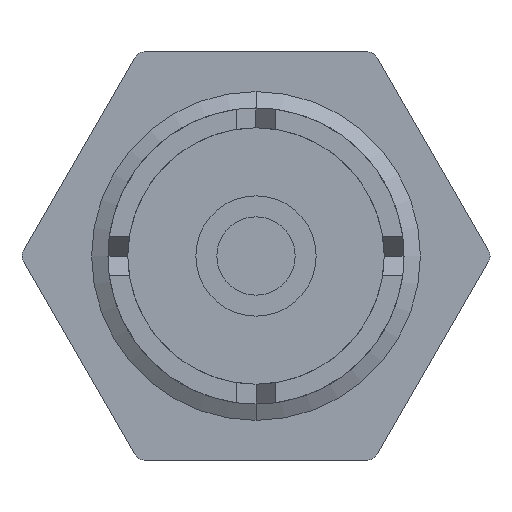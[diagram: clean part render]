
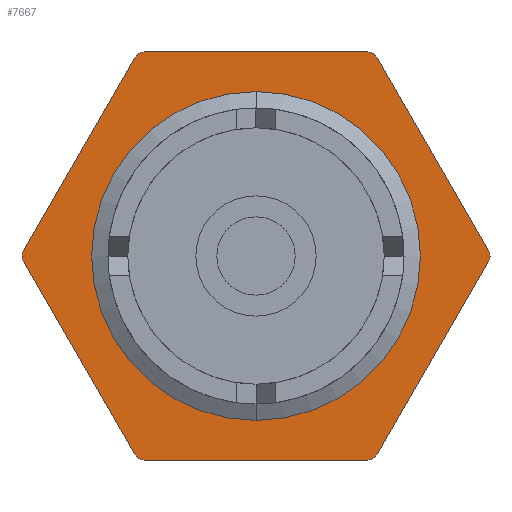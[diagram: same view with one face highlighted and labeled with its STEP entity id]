
A CAD part, front view. The second image highlights one B-rep face of the part: STEP entity #7667.
In plain terms, the highlighted planar face has unit normal (0, -1, 0).
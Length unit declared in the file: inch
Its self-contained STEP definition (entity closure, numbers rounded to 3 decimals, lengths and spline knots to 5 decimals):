
#4 = CARTESIAN_POINT ( 'NONE',  ( -0.20496, 0., 0.355 ) ) ;
#21 = VERTEX_POINT ( 'NONE', #7424 ) ;
#70 = ORIENTED_EDGE ( 'NONE', *, *, #8629, .T. ) ;
#95 = ORIENTED_EDGE ( 'NONE', *, *, #2341, .T. ) ;
#305 = AXIS2_PLACEMENT_3D ( 'NONE', #8247, #2585, #5339 ) ;
#342 = CARTESIAN_POINT ( 'NONE',  ( -0.43301, 0., 0. ) ) ;
#433 = CARTESIAN_POINT ( 'NONE',  ( 0.22228, 0., 0.365 ) ) ;
#443 = DIRECTION ( 'NONE',  ( 0., 0., -1. ) ) ;
#468 = EDGE_CURVE ( 'NONE', #21, #5361, #7397, .T. ) ;
#480 = VERTEX_POINT ( 'NONE', #5046 ) ;
#665 = DIRECTION ( 'NONE',  ( 1., 0., 0. ) ) ;
#734 = CARTESIAN_POINT ( 'NONE',  ( -0.22228, 0., 0.365 ) ) ;
#863 = CARTESIAN_POINT ( 'NONE',  ( 0.21651, 0., -0.375 ) ) ;
#1261 = PLANE ( 'NONE',  #5219 ) ;
#1309 = CIRCLE ( 'NONE', #2906, 0.02 ) ;
#1348 = FACE_BOUND ( 'NONE', #7668, .T. ) ;
#1405 = VERTEX_POINT ( 'NONE', #7297 ) ;
#1466 = DIRECTION ( 'NONE',  ( -0.5, 0., 0.866 ) ) ;
#1495 = EDGE_LOOP ( 'NONE', ( #5751, #6198, #6201, #6996, #5596, #95, #2788, #7879, #3571, #70, #4940, #4013 ) ) ;
#1523 = DIRECTION ( 'NONE',  ( 0., 0., 1. ) ) ;
#1573 = DIRECTION ( 'NONE',  ( -1., 0., 0. ) ) ;
#1893 = CARTESIAN_POINT ( 'NONE',  ( -0.64952, 0., 0.375 ) ) ;
#1936 = DIRECTION ( 'NONE',  ( 0., -1., 0. ) ) ;
#1942 = VERTEX_POINT ( 'NONE', #433 ) ;
#2065 = VERTEX_POINT ( 'NONE', #3586 ) ;
#2186 = LINE ( 'NONE', #4943, #5393 ) ;
#2198 = DIRECTION ( 'NONE',  ( 0., 0., -1. ) ) ;
#2258 = VECTOR ( 'NONE', #1573, 39.37008 ) ;
#2302 = AXIS2_PLACEMENT_3D ( 'NONE', #2971, #5782, #2198 ) ;
#2341 = EDGE_CURVE ( 'NONE', #3604, #6076, #4422, .T. ) ;
#2357 = ORIENTED_EDGE ( 'NONE', *, *, #7300, .T. ) ;
#2401 = AXIS2_PLACEMENT_3D ( 'NONE', #8249, #6031, #6073 ) ;
#2585 = DIRECTION ( 'NONE',  ( 0., 1., 0. ) ) ;
#2592 = DIRECTION ( 'NONE',  ( 0., -1., 0. ) ) ;
#2624 = DIRECTION ( 'NONE',  ( -0.5, 0., 0.866 ) ) ;
#2748 = CARTESIAN_POINT ( 'NONE',  ( -0.21651, 0., -0.375 ) ) ;
#2788 = ORIENTED_EDGE ( 'NONE', *, *, #6946, .F. ) ;
#2839 = VECTOR ( 'NONE', #665, 39.37008 ) ;
#2905 = DIRECTION ( 'NONE',  ( 0.5, 0., 0.866 ) ) ;
#2906 = AXIS2_PLACEMENT_3D ( 'NONE', #7172, #8016, #443 ) ;
#2971 = CARTESIAN_POINT ( 'NONE',  ( -0.20496, 0., -0.355 ) ) ;
#3096 = CIRCLE ( 'NONE', #4674, 0.02 ) ;
#3154 = CIRCLE ( 'NONE', #2302, 0.02 ) ;
#3183 = AXIS2_PLACEMENT_3D ( 'NONE', #6422, #4234, #1523 ) ;
#3209 = CIRCLE ( 'NONE', #8436, 0.02 ) ;
#3440 = CARTESIAN_POINT ( 'NONE',  ( 0.40992, 0., 0. ) ) ;
#3517 = CIRCLE ( 'NONE', #8157, 0.02 ) ;
#3521 = EDGE_CURVE ( 'NONE', #3749, #3721, #3096, .T. ) ;
#3571 = ORIENTED_EDGE ( 'NONE', *, *, #4829, .T. ) ;
#3586 = CARTESIAN_POINT ( 'NONE',  ( -0.22228, 0., -0.365 ) ) ;
#3604 = VERTEX_POINT ( 'NONE', #8212 ) ;
#3721 = VERTEX_POINT ( 'NONE', #734 ) ;
#3749 = VERTEX_POINT ( 'NONE', #6621 ) ;
#3863 = EDGE_CURVE ( 'NONE', #4111, #1942, #4057, .T. ) ;
#3892 = VERTEX_POINT ( 'NONE', #8919 ) ;
#3897 = CIRCLE ( 'NONE', #305, 0.2875 ) ;
#3933 = CARTESIAN_POINT ( 'NONE',  ( 0.20496, 0., 0.375 ) ) ;
#3943 = LINE ( 'NONE', #342, #7501 ) ;
#3964 = FACE_OUTER_BOUND ( 'NONE', #1495, .T. ) ;
#4013 = ORIENTED_EDGE ( 'NONE', *, *, #7252, .T. ) ;
#4057 = LINE ( 'NONE', #8827, #4827 ) ;
#4111 = VERTEX_POINT ( 'NONE', #7949 ) ;
#4234 = DIRECTION ( 'NONE',  ( 0., 1., 0. ) ) ;
#4422 = CIRCLE ( 'NONE', #2401, 0.02 ) ;
#4674 = AXIS2_PLACEMENT_3D ( 'NONE', #4, #2592, #7448 ) ;
#4748 = DIRECTION ( 'NONE',  ( 0., 0., -1. ) ) ;
#4827 = VECTOR ( 'NONE', #2624, 39.37008 ) ;
#4829 = EDGE_CURVE ( 'NONE', #1405, #3892, #6876, .T. ) ;
#4843 = CARTESIAN_POINT ( 'NONE',  ( 0.22228, 0., -0.365 ) ) ;
#4933 = EDGE_CURVE ( 'NONE', #8455, #3749, #7791, .T. ) ;
#4940 = ORIENTED_EDGE ( 'NONE', *, *, #8735, .T. ) ;
#4943 = CARTESIAN_POINT ( 'NONE',  ( -0.21651, 0., -0.375 ) ) ;
#5046 = CARTESIAN_POINT ( 'NONE',  ( 0.42724, 0., -0.01 ) ) ;
#5113 = DIRECTION ( 'NONE',  ( 0., 0., -1. ) ) ;
#5219 = AXIS2_PLACEMENT_3D ( 'NONE', #1893, #1936, #6884 ) ;
#5339 = DIRECTION ( 'NONE',  ( 0., 0., 1. ) ) ;
#5361 = VERTEX_POINT ( 'NONE', #5634 ) ;
#5393 = VECTOR ( 'NONE', #1466, 39.37008 ) ;
#5596 = ORIENTED_EDGE ( 'NONE', *, *, #6788, .F. ) ;
#5634 = CARTESIAN_POINT ( 'NONE',  ( 0., 0., 0.2875 ) ) ;
#5751 = ORIENTED_EDGE ( 'NONE', *, *, #3863, .T. ) ;
#5782 = DIRECTION ( 'NONE',  ( 0., -1., 0. ) ) ;
#6031 = DIRECTION ( 'NONE',  ( 0., -1., 0. ) ) ;
#6069 = DIRECTION ( 'NONE',  ( 0., -1., 0. ) ) ;
#6073 = DIRECTION ( 'NONE',  ( 0., 0., -1. ) ) ;
#6076 = VERTEX_POINT ( 'NONE', #6958 ) ;
#6198 = ORIENTED_EDGE ( 'NONE', *, *, #7510, .T. ) ;
#6201 = ORIENTED_EDGE ( 'NONE', *, *, #4933, .T. ) ;
#6234 = CARTESIAN_POINT ( 'NONE',  ( 0.21651, 0., 0.375 ) ) ;
#6416 = VECTOR ( 'NONE', #2905, 39.37008 ) ;
#6422 = CARTESIAN_POINT ( 'NONE',  ( 0., 0., 0. ) ) ;
#6535 = DIRECTION ( 'NONE',  ( 0., -1., 0. ) ) ;
#6596 = EDGE_CURVE ( 'NONE', #2065, #1405, #3154, .T. ) ;
#6621 = CARTESIAN_POINT ( 'NONE',  ( -0.20496, 0., 0.375 ) ) ;
#6788 = EDGE_CURVE ( 'NONE', #3604, #3721, #3943, .T. ) ;
#6876 = LINE ( 'NONE', #2748, #2839 ) ;
#6884 = DIRECTION ( 'NONE',  ( 0., 0., -1. ) ) ;
#6946 = EDGE_CURVE ( 'NONE', #2065, #6076, #2186, .T. ) ;
#6958 = CARTESIAN_POINT ( 'NONE',  ( -0.42724, 0., -0.01 ) ) ;
#6996 = ORIENTED_EDGE ( 'NONE', *, *, #3521, .T. ) ;
#7082 = LINE ( 'NONE', #863, #6416 ) ;
#7172 = CARTESIAN_POINT ( 'NONE',  ( 0.20496, 0., 0.355 ) ) ;
#7252 = EDGE_CURVE ( 'NONE', #480, #4111, #3517, .T. ) ;
#7297 = CARTESIAN_POINT ( 'NONE',  ( -0.20496, 0., -0.375 ) ) ;
#7300 = EDGE_CURVE ( 'NONE', #5361, #21, #3897, .T. ) ;
#7397 = CIRCLE ( 'NONE', #3183, 0.2875 ) ;
#7424 = CARTESIAN_POINT ( 'NONE',  ( 0., 0., -0.2875 ) ) ;
#7448 = DIRECTION ( 'NONE',  ( 0., 0., -1. ) ) ;
#7501 = VECTOR ( 'NONE', #7917, 39.37008 ) ;
#7510 = EDGE_CURVE ( 'NONE', #1942, #8455, #1309, .T. ) ;
#7667 = ADVANCED_FACE ( 'NONE', ( #1348, #3964 ), #1261, .T. ) ;
#7668 = EDGE_LOOP ( 'NONE', ( #2357, #8487 ) ) ;
#7791 = LINE ( 'NONE', #6234, #2258 ) ;
#7879 = ORIENTED_EDGE ( 'NONE', *, *, #6596, .T. ) ;
#7917 = DIRECTION ( 'NONE',  ( 0.5, 0., 0.866 ) ) ;
#7949 = CARTESIAN_POINT ( 'NONE',  ( 0.42724, 0., 0.01 ) ) ;
#8016 = DIRECTION ( 'NONE',  ( 0., -1., 0. ) ) ;
#8157 = AXIS2_PLACEMENT_3D ( 'NONE', #3440, #6069, #4748 ) ;
#8212 = CARTESIAN_POINT ( 'NONE',  ( -0.42724, 0., 0.01 ) ) ;
#8247 = CARTESIAN_POINT ( 'NONE',  ( 0., 0., 0. ) ) ;
#8249 = CARTESIAN_POINT ( 'NONE',  ( -0.40992, 0., 0. ) ) ;
#8436 = AXIS2_PLACEMENT_3D ( 'NONE', #8523, #6535, #5113 ) ;
#8455 = VERTEX_POINT ( 'NONE', #3933 ) ;
#8487 = ORIENTED_EDGE ( 'NONE', *, *, #468, .T. ) ;
#8523 = CARTESIAN_POINT ( 'NONE',  ( 0.20496, 0., -0.355 ) ) ;
#8615 = VERTEX_POINT ( 'NONE', #4843 ) ;
#8629 = EDGE_CURVE ( 'NONE', #3892, #8615, #3209, .T. ) ;
#8735 = EDGE_CURVE ( 'NONE', #8615, #480, #7082, .T. ) ;
#8827 = CARTESIAN_POINT ( 'NONE',  ( 0.43301, 0., 0. ) ) ;
#8919 = CARTESIAN_POINT ( 'NONE',  ( 0.20496, 0., -0.375 ) ) ;
